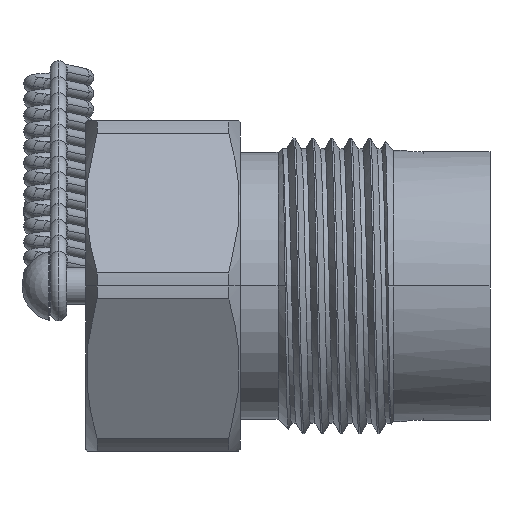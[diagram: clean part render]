
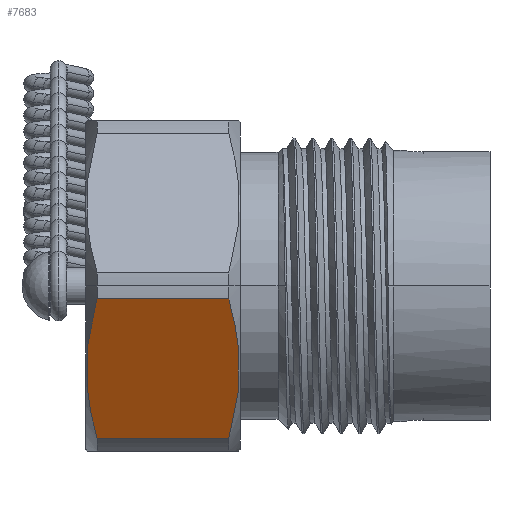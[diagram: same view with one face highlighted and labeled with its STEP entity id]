
A CAD part, front view. The second image highlights one B-rep face of the part: STEP entity #7683.
In plain terms, the highlighted planar face has unit normal (0, -0.866, -0.5).
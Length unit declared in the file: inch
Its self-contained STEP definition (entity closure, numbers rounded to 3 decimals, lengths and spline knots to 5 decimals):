
#379 = CARTESIAN_POINT ( 'NONE',  ( 0.0206, -0.64336, -0.13567 ) ) ;
#479 = EDGE_CURVE ( 'NONE', #2821, #1548, #1697, .T. ) ;
#806 = VECTOR ( 'NONE', #3952, 39.37008 ) ;
#995 = CARTESIAN_POINT ( 'NONE',  ( 0.57833, -0.48969, -0.40183 ) ) ;
#1092 = CARTESIAN_POINT ( 'NONE',  ( 0.56446, -0.64324, -0.13588 ) ) ;
#1105 = B_SPLINE_CURVE_WITH_KNOTS ( 'NONE', 3,
 ( #2246, #6802, #4518, #995, #2297, #10259, #10458, #3516, #9087, #1092, #3309, #4632 ),
 .UNSPECIFIED., .F., .F.,
 ( 4, 2, 2, 2, 2, 4 ),
 ( 0.00149, 0.00537, 0.00926, 0.0112, 0.01314, 0.01703 ),
 .UNSPECIFIED. ) ;
#1548 = VERTEX_POINT ( 'NONE', #1707 ) ;
#1697 = B_SPLINE_CURVE_WITH_KNOTS ( 'NONE', 3,
 ( #14225, #11772, #379, #3662, #8336, #2693, #10703, #3716, #5992, #4829, #4926, #6147 ),
 .UNSPECIFIED., .F., .F.,
 ( 4, 2, 2, 2, 2, 4 ),
 ( 0.00149, 0.00537, 0.00926, 0.0112, 0.01314, 0.01703 ),
 .UNSPECIFIED. ) ;
#1707 = CARTESIAN_POINT ( 'NONE',  ( 0.0433, -0.38928, -0.57575 ) ) ;
#2039 = LINE ( 'NONE', #14607, #12181 ) ;
#2102 = CARTESIAN_POINT ( 'NONE',  ( 0., -0.72169, 0. ) ) ;
#2246 = CARTESIAN_POINT ( 'NONE',  ( 0.5417, -0.38928, -0.57575 ) ) ;
#2297 = CARTESIAN_POINT ( 'NONE',  ( 0.58208, -0.51519, -0.35767 ) ) ;
#2693 = CARTESIAN_POINT ( 'NONE',  ( 0.00287, -0.52871, -0.33425 ) ) ;
#2774 = CARTESIAN_POINT ( 'NONE',  ( 1.53, -0.38928, -0.57575 ) ) ;
#2821 = VERTEX_POINT ( 'NONE', #14770 ) ;
#3062 = DIRECTION ( 'NONE',  ( 0., -0.866, -0.5 ) ) ;
#3112 = DIRECTION ( 'NONE',  ( -1., 0., 0. ) ) ;
#3309 = CARTESIAN_POINT ( 'NONE',  ( 0.55428, -0.66834, -0.09239 ) ) ;
#3491 = ORIENTED_EDGE ( 'NONE', *, *, #4502, .T. ) ;
#3516 = CARTESIAN_POINT ( 'NONE',  ( 0.57761, -0.59242, -0.22389 ) ) ;
#3549 = ORIENTED_EDGE ( 'NONE', *, *, #11588, .T. ) ;
#3587 = CARTESIAN_POINT ( 'NONE',  ( 0.5417, -0.38928, -0.57575 ) ) ;
#3662 = CARTESIAN_POINT ( 'NONE',  ( 0.00667, -0.59284, -0.22317 ) ) ;
#3716 = CARTESIAN_POINT ( 'NONE',  ( 0.00739, -0.49011, -0.40111 ) ) ;
#3952 = DIRECTION ( 'NONE',  ( 1., 0., 0. ) ) ;
#4425 = VERTEX_POINT ( 'NONE', #3587 ) ;
#4502 = EDGE_CURVE ( 'NONE', #1548, #4425, #10224, .T. ) ;
#4518 = CARTESIAN_POINT ( 'NONE',  ( 0.5644, -0.43917, -0.48933 ) ) ;
#4632 = CARTESIAN_POINT ( 'NONE',  ( 0.5417, -0.69325, -0.04925 ) ) ;
#4829 = CARTESIAN_POINT ( 'NONE',  ( 0.02054, -0.4393, -0.48912 ) ) ;
#4926 = CARTESIAN_POINT ( 'NONE',  ( 0.03072, -0.41419, -0.53261 ) ) ;
#5299 = ORIENTED_EDGE ( 'NONE', *, *, #10318, .T. ) ;
#5547 = DIRECTION ( 'NONE',  ( 0., 0.5, -0.866 ) ) ;
#5992 = CARTESIAN_POINT ( 'NONE',  ( 0.01008, -0.47736, -0.4232 ) ) ;
#6147 = CARTESIAN_POINT ( 'NONE',  ( 0.0433, -0.38928, -0.57575 ) ) ;
#6802 = CARTESIAN_POINT ( 'NONE',  ( 0.55425, -0.41414, -0.53269 ) ) ;
#7570 = EDGE_LOOP ( 'NONE', ( #5299, #3549, #9326, #3491 ) ) ;
#7683 = ADVANCED_FACE ( 'NONE', ( #8569 ), #7777, .T. ) ;
#7772 = AXIS2_PLACEMENT_3D ( 'NONE', #2102, #3062, #5547 ) ;
#7777 = PLANE ( 'NONE',  #7772 ) ;
#8288 = CARTESIAN_POINT ( 'NONE',  ( 0.5417, -0.69325, -0.04925 ) ) ;
#8336 = CARTESIAN_POINT ( 'NONE',  ( 0.00292, -0.56735, -0.26733 ) ) ;
#8569 = FACE_OUTER_BOUND ( 'NONE', #7570, .T. ) ;
#9087 = CARTESIAN_POINT ( 'NONE',  ( 0.57492, -0.60518, -0.2018 ) ) ;
#9326 = ORIENTED_EDGE ( 'NONE', *, *, #479, .T. ) ;
#10224 = LINE ( 'NONE', #2774, #806 ) ;
#10259 = CARTESIAN_POINT ( 'NONE',  ( 0.58213, -0.55382, -0.29075 ) ) ;
#10318 = EDGE_CURVE ( 'NONE', #4425, #13951, #1105, .T. ) ;
#10458 = CARTESIAN_POINT ( 'NONE',  ( 0.58121, -0.56677, -0.26832 ) ) ;
#10703 = CARTESIAN_POINT ( 'NONE',  ( 0.00379, -0.51576, -0.35668 ) ) ;
#11588 = EDGE_CURVE ( 'NONE', #13951, #2821, #2039, .T. ) ;
#11772 = CARTESIAN_POINT ( 'NONE',  ( 0.03075, -0.66839, -0.09231 ) ) ;
#12181 = VECTOR ( 'NONE', #3112, 39.37008 ) ;
#13951 = VERTEX_POINT ( 'NONE', #8288 ) ;
#14225 = CARTESIAN_POINT ( 'NONE',  ( 0.0433, -0.69325, -0.04925 ) ) ;
#14607 = CARTESIAN_POINT ( 'NONE',  ( 1.53, -0.69325, -0.04925 ) ) ;
#14770 = CARTESIAN_POINT ( 'NONE',  ( 0.0433, -0.69325, -0.04925 ) ) ;
